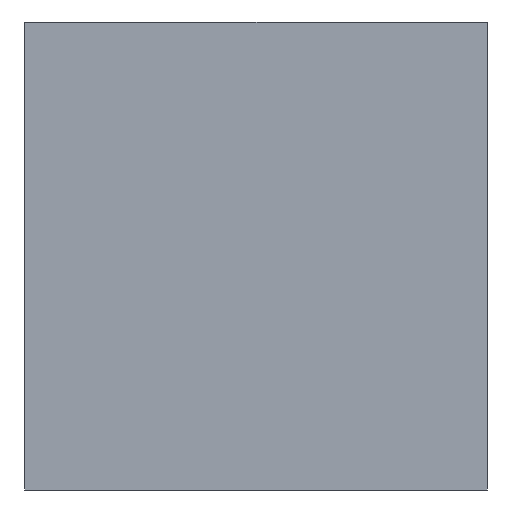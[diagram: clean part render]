
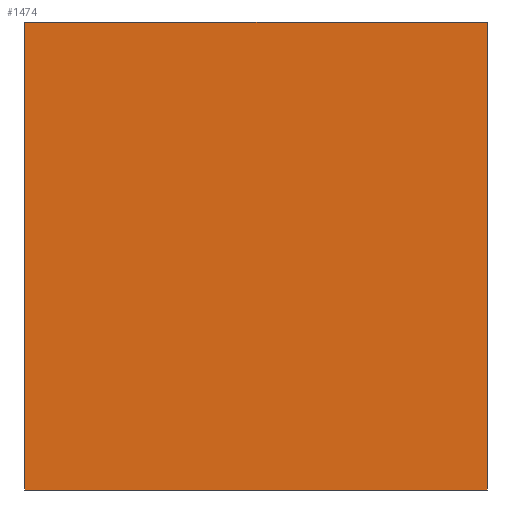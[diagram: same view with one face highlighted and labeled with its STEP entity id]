
A CAD part, left-side view. The second image highlights one B-rep face of the part: STEP entity #1474.
In plain terms, the highlighted planar face has unit normal (-1, 0, 0).
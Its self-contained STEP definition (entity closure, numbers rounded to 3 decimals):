
#45=PLANE('',#1577);
#585=ORIENTED_EDGE('',*,*,#862,.T.);
#586=ORIENTED_EDGE('',*,*,#860,.F.);
#587=ORIENTED_EDGE('',*,*,#863,.T.);
#588=ORIENTED_EDGE('',*,*,#848,.F.);
#848=EDGE_CURVE('',#1022,#1023,#1094,.T.);
#860=EDGE_CURVE('',#1029,#1028,#1103,.T.);
#862=EDGE_CURVE('',#1022,#1028,#1104,.T.);
#863=EDGE_CURVE('',#1029,#1023,#1105,.T.);
#1022=VERTEX_POINT('',#2647);
#1023=VERTEX_POINT('',#2648);
#1028=VERTEX_POINT('',#2685);
#1029=VERTEX_POINT('',#2688);
#1094=B_SPLINE_CURVE_WITH_KNOTS('',1,(#2645,#2646),.UNSPECIFIED.,.F.,.F.,
(2,2),(-27.,27.),.UNSPECIFIED.);
#1103=B_SPLINE_CURVE_WITH_KNOTS('',1,(#2689,#2690),.UNSPECIFIED.,.F.,.F.,
(2,2),(-27.,27.),.UNSPECIFIED.);
#1104=B_SPLINE_CURVE_WITH_KNOTS('',1,(#2698,#2699),.UNSPECIFIED.,.F.,.F.,
(2,2),(-27.35,27.35),.UNSPECIFIED.);
#1105=B_SPLINE_CURVE_WITH_KNOTS('',1,(#2700,#2701),.UNSPECIFIED.,.F.,.F.,
(2,2),(-27.35,27.35),.UNSPECIFIED.);
#1202=EDGE_LOOP('',(#585,#586,#587,#588));
#1320=FACE_BOUND('',#1202,.T.);
#1474=ADVANCED_FACE('',(#1320),#45,.T.);
#1577=AXIS2_PLACEMENT_3D('',#2697,#1746,#1747);
#1746=DIRECTION('',(-1.,0.,0.));
#1747=DIRECTION('',(0.,0.,1.));
#2645=CARTESIAN_POINT('',(269.7,0.,45.));
#2646=CARTESIAN_POINT('',(269.7,54.,45.));
#2647=CARTESIAN_POINT('',(269.7,0.,45.));
#2648=CARTESIAN_POINT('',(269.7,54.,45.));
#2685=CARTESIAN_POINT('',(269.7,0.,99.7));
#2688=CARTESIAN_POINT('',(269.7,54.,99.7));
#2689=CARTESIAN_POINT('',(269.7,54.,99.7));
#2690=CARTESIAN_POINT('',(269.7,0.,99.7));
#2697=CARTESIAN_POINT('',(269.7,0.,45.));
#2698=CARTESIAN_POINT('',(269.7,0.,45.));
#2699=CARTESIAN_POINT('',(269.7,0.,99.7));
#2700=CARTESIAN_POINT('',(269.7,54.,99.7));
#2701=CARTESIAN_POINT('',(269.7,54.,45.));
